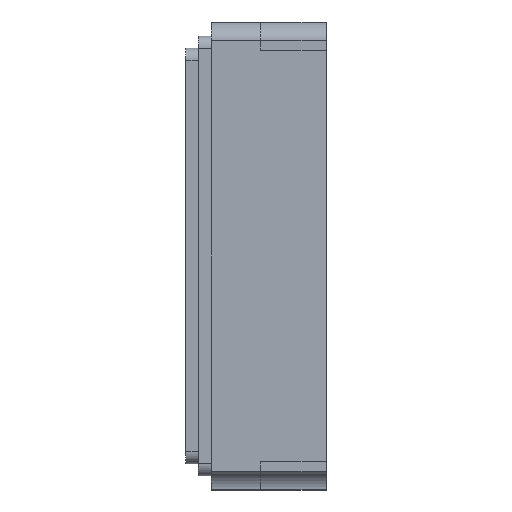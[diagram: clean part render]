
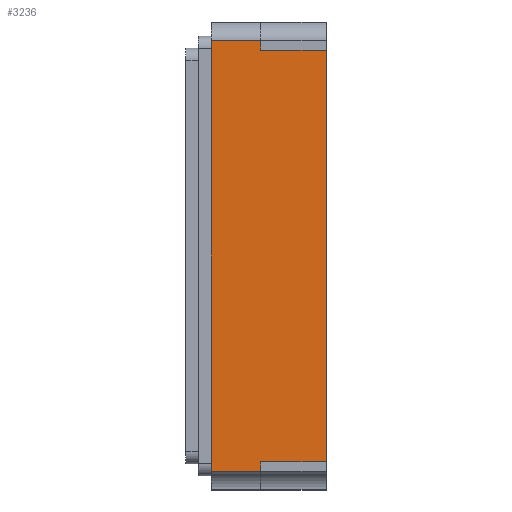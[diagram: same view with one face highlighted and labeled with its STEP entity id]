
A CAD part, left-side view. The second image highlights one B-rep face of the part: STEP entity #3236.
In plain terms, the highlighted planar face has unit normal (-1, 0, 0).
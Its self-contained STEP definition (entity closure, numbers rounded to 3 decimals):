
#11 = LINE ( 'NONE', #2502, #1303 ) ;
#47 = DIRECTION ( 'NONE',  ( 0., -1., 0. ) ) ;
#49 = DIRECTION ( 'NONE',  ( 0., 0., -1. ) ) ;
#159 = ORIENTED_EDGE ( 'NONE', *, *, #2214, .T. ) ;
#275 = DIRECTION ( 'NONE',  ( 0., -1., 0. ) ) ;
#316 = CARTESIAN_POINT ( 'NONE',  ( -1.6, 0.35, 1.1 ) ) ;
#434 = EDGE_CURVE ( 'NONE', #1692, #1796, #2958, .T. ) ;
#453 = DIRECTION ( 'NONE',  ( 0., 0., -1. ) ) ;
#560 = CARTESIAN_POINT ( 'NONE',  ( -1.6, 0.35, -1.15 ) ) ;
#567 = VECTOR ( 'NONE', #2244, 1000. ) ;
#709 = CARTESIAN_POINT ( 'NONE',  ( -1.6, 0.35, -1.1 ) ) ;
#766 = VERTEX_POINT ( 'NONE', #709 ) ;
#769 = VECTOR ( 'NONE', #1273, 1000. ) ;
#799 = VERTEX_POINT ( 'NONE', #1251 ) ;
#833 = LINE ( 'NONE', #2751, #567 ) ;
#873 = VERTEX_POINT ( 'NONE', #2487 ) ;
#886 = VECTOR ( 'NONE', #453, 1000. ) ;
#905 = CARTESIAN_POINT ( 'NONE',  ( -1.6, 0., 0. ) ) ;
#1011 = AXIS2_PLACEMENT_3D ( 'NONE', #2661, #3158, #2897 ) ;
#1020 = EDGE_CURVE ( 'NONE', #1796, #1875, #2477, .T. ) ;
#1251 = CARTESIAN_POINT ( 'NONE',  ( -1.6, 0.613, -1.15 ) ) ;
#1273 = DIRECTION ( 'NONE',  ( 0., -1., 0. ) ) ;
#1293 = CARTESIAN_POINT ( 'NONE',  ( -1.6, 0.35, 1.15 ) ) ;
#1303 = VECTOR ( 'NONE', #275, 1000. ) ;
#1315 = DIRECTION ( 'NONE',  ( 0., 0., -1. ) ) ;
#1316 = VECTOR ( 'NONE', #2917, 1000. ) ;
#1327 = EDGE_CURVE ( 'NONE', #766, #873, #1888, .T. ) ;
#1425 = EDGE_CURVE ( 'NONE', #1875, #873, #1460, .T. ) ;
#1460 = LINE ( 'NONE', #905, #886 ) ;
#1468 = VECTOR ( 'NONE', #1315, 1000. ) ;
#1563 = CARTESIAN_POINT ( 'NONE',  ( -1.6, 0.35, 1.1 ) ) ;
#1575 = VERTEX_POINT ( 'NONE', #560 ) ;
#1589 = ORIENTED_EDGE ( 'NONE', *, *, #1618, .F. ) ;
#1618 = EDGE_CURVE ( 'NONE', #799, #1762, #833, .T. ) ;
#1692 = VERTEX_POINT ( 'NONE', #1293 ) ;
#1714 = VECTOR ( 'NONE', #49, 1000. ) ;
#1732 = EDGE_CURVE ( 'NONE', #766, #1575, #3049, .T. ) ;
#1762 = VERTEX_POINT ( 'NONE', #2526 ) ;
#1795 = CARTESIAN_POINT ( 'NONE',  ( -1.6, 0.35, 1.1 ) ) ;
#1796 = VERTEX_POINT ( 'NONE', #316 ) ;
#1875 = VERTEX_POINT ( 'NONE', #2435 ) ;
#1888 = LINE ( 'NONE', #3149, #1316 ) ;
#1949 = ORIENTED_EDGE ( 'NONE', *, *, #1327, .T. ) ;
#2014 = CARTESIAN_POINT ( 'NONE',  ( -1.6, 0.35, -1.1 ) ) ;
#2045 = CARTESIAN_POINT ( 'NONE',  ( -1.6, 0.683, -1.15 ) ) ;
#2065 = ORIENTED_EDGE ( 'NONE', *, *, #1425, .F. ) ;
#2214 = EDGE_CURVE ( 'NONE', #799, #1575, #2937, .T. ) ;
#2244 = DIRECTION ( 'NONE',  ( 0., 0., 1. ) ) ;
#2273 = ORIENTED_EDGE ( 'NONE', *, *, #1732, .F. ) ;
#2331 = EDGE_LOOP ( 'NONE', ( #1949, #2065, #2863, #3201, #2550, #1589, #159, #2273 ) ) ;
#2435 = CARTESIAN_POINT ( 'NONE',  ( -1.6, 0., 1.1 ) ) ;
#2477 = LINE ( 'NONE', #1795, #769 ) ;
#2487 = CARTESIAN_POINT ( 'NONE',  ( -1.6, 0., -1.1 ) ) ;
#2502 = CARTESIAN_POINT ( 'NONE',  ( -1.6, 0.683, 1.15 ) ) ;
#2526 = CARTESIAN_POINT ( 'NONE',  ( -1.6, 0.613, 1.15 ) ) ;
#2550 = ORIENTED_EDGE ( 'NONE', *, *, #2685, .F. ) ;
#2661 = CARTESIAN_POINT ( 'NONE',  ( -1.6, 0.683, 0. ) ) ;
#2685 = EDGE_CURVE ( 'NONE', #1762, #1692, #11, .T. ) ;
#2751 = CARTESIAN_POINT ( 'NONE',  ( -1.6, 0.613, -1.15 ) ) ;
#2863 = ORIENTED_EDGE ( 'NONE', *, *, #1020, .F. ) ;
#2897 = DIRECTION ( 'NONE',  ( 0., 0., 1. ) ) ;
#2917 = DIRECTION ( 'NONE',  ( 0., -1., 0. ) ) ;
#2937 = LINE ( 'NONE', #2045, #3200 ) ;
#2958 = LINE ( 'NONE', #1563, #1468 ) ;
#3049 = LINE ( 'NONE', #2014, #1714 ) ;
#3130 = PLANE ( 'NONE',  #1011 ) ;
#3146 = FACE_OUTER_BOUND ( 'NONE', #2331, .T. ) ;
#3149 = CARTESIAN_POINT ( 'NONE',  ( -1.6, 0.35, -1.1 ) ) ;
#3158 = DIRECTION ( 'NONE',  ( -1., 0., 0. ) ) ;
#3200 = VECTOR ( 'NONE', #47, 1000. ) ;
#3201 = ORIENTED_EDGE ( 'NONE', *, *, #434, .F. ) ;
#3236 = ADVANCED_FACE ( 'NONE', ( #3146 ), #3130, .T. ) ;
